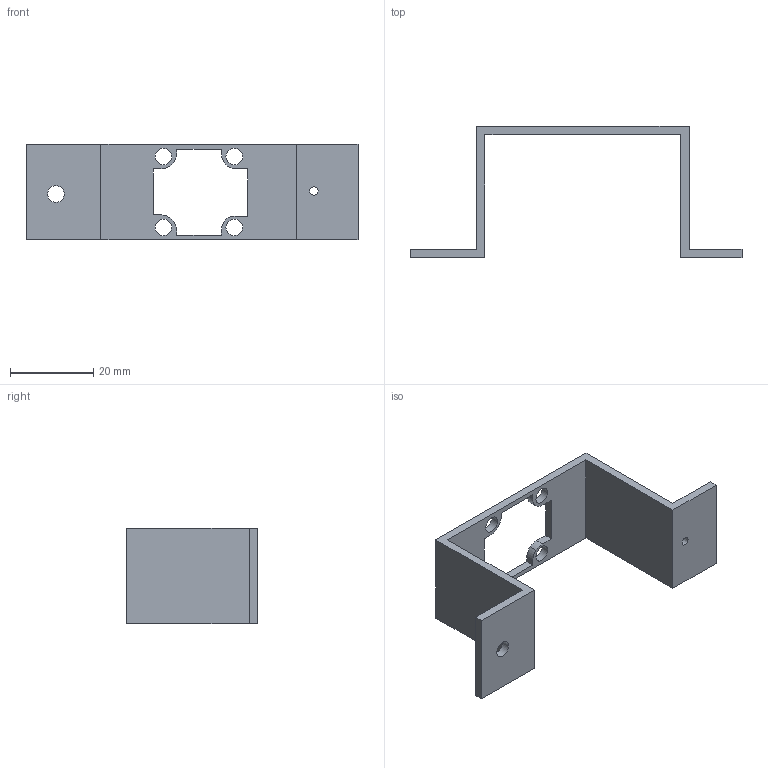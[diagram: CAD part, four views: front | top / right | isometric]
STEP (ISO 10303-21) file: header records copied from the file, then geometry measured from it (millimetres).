
FILE_DESCRIPTION(/* description */ (''),/* implementation_level */ '2;1');
FILE_NAME(/* name */ '',/* time_stamp */ '2026-01-05T15:18:09+03:00',/* author */ ('User'),/* organization */ (''),/* preprocessor_version */ 'ST-DEVELOPER v20',/* originating_system */ 'Autodesk Inventor 2024',/* authorisation */ '');
FILE_SCHEMA (('AUTOMOTIVE_DESIGN { 1 0 10303 214 3 1 1 }'));
Length unit declared in the file: millimetre
Products named in the file (1): деталь крепление 
энкодера
Bounding box: 79.71 x 31.5 x 23 mm (x, y, z)
Volume: 5514.1 mm3; surface area: 6460.6 mm2
Topology: 1 solids, 1 shells, 40 faces, 128 edges, 109 vertices
Faces by surface type: plane 26, cylinder 14
Full cylindrical faces by diameter (mm): 2 x1, 4 x5
Entity records: 1466 total; most frequent: CARTESIAN_POINT 264, ORIENTED_EDGE 228, DIRECTION 228, EDGE_CURVE 114, LINE 86, VECTOR 86, VERTEX_POINT 76, AXIS2_PLACEMENT_3D 71
